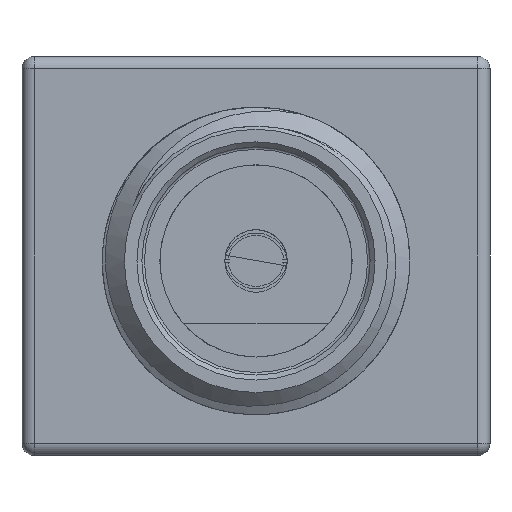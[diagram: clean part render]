
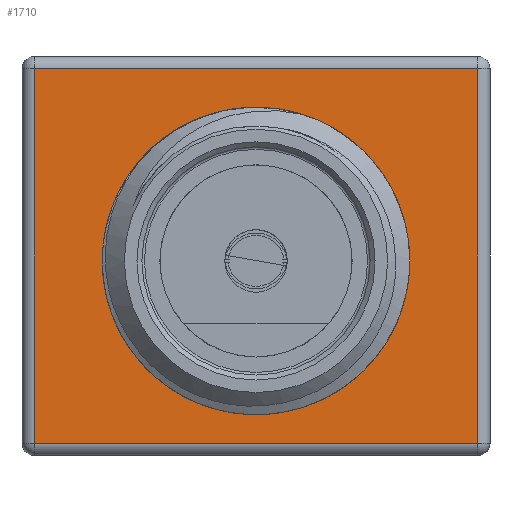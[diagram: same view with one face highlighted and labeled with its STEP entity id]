
A CAD part, left-side view. The second image highlights one B-rep face of the part: STEP entity #1710.
In plain terms, the highlighted planar face has unit normal (-1, 0, 0).
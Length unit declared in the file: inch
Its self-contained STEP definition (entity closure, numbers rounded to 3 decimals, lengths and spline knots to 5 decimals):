
#107=PLANE('',#1853);
#172=FACE_BOUND('',#333,.T.);
#206=FACE_OUTER_BOUND('',#332,.T.);
#332=EDGE_LOOP('',(#1213,#1214,#1215,#1216));
#333=EDGE_LOOP('',(#1217));
#470=CIRCLE('',#1852,0.1155);
#536=LINE('',#2647,#660);
#537=LINE('',#2649,#661);
#538=LINE('',#2651,#662);
#539=LINE('',#2652,#663);
#660=VECTOR('',#2105,0.355);
#661=VECTOR('',#2106,0.29987);
#662=VECTOR('',#2107,0.355);
#663=VECTOR('',#2108,0.29987);
#795=VERTEX_POINT('',#2642);
#796=VERTEX_POINT('',#2645);
#797=VERTEX_POINT('',#2646);
#798=VERTEX_POINT('',#2648);
#799=VERTEX_POINT('',#2650);
#960=EDGE_CURVE('',#795,#795,#470,.T.);
#961=EDGE_CURVE('',#796,#797,#536,.T.);
#962=EDGE_CURVE('',#798,#796,#537,.T.);
#963=EDGE_CURVE('',#799,#798,#538,.T.);
#964=EDGE_CURVE('',#797,#799,#539,.T.);
#1213=ORIENTED_EDGE('',*,*,#961,.F.);
#1214=ORIENTED_EDGE('',*,*,#962,.F.);
#1215=ORIENTED_EDGE('',*,*,#963,.F.);
#1216=ORIENTED_EDGE('',*,*,#964,.F.);
#1217=ORIENTED_EDGE('',*,*,#960,.F.);
#1710=ADVANCED_FACE('',(#206,#172),#107,.F.);
#1852=AXIS2_PLACEMENT_3D('',#2643,#2101,#2102);
#1853=AXIS2_PLACEMENT_3D('',#2644,#2103,#2104);
#2101=DIRECTION('center_axis',(-1.,0.,0.));
#2102=DIRECTION('ref_axis',(0.,1.,0.));
#2103=DIRECTION('center_axis',(1.,0.,0.));
#2104=DIRECTION('ref_axis',(0.,1.,0.));
#2105=DIRECTION('',(0.,1.,0.));
#2106=DIRECTION('',(0.,0.,-1.));
#2107=DIRECTION('',(0.,-1.,0.));
#2108=DIRECTION('',(0.,0.,1.));
#2642=CARTESIAN_POINT('',(0.31,-0.1155,0.));
#2643=CARTESIAN_POINT('Origin',(0.31,0.,0.));
#2644=CARTESIAN_POINT('Origin',(0.31,0.,0.));
#2645=CARTESIAN_POINT('',(0.31,-0.1775,-0.146));
#2646=CARTESIAN_POINT('',(0.31,0.1775,-0.146));
#2647=CARTESIAN_POINT('',(0.31,0.09375,-0.146));
#2648=CARTESIAN_POINT('',(0.31,-0.1775,0.15387));
#2649=CARTESIAN_POINT('',(0.31,-0.1775,-0.078));
#2650=CARTESIAN_POINT('',(0.31,0.1775,0.15387));
#2651=CARTESIAN_POINT('',(0.31,-0.09375,0.15387));
#2652=CARTESIAN_POINT('',(0.31,0.1775,0.078));
